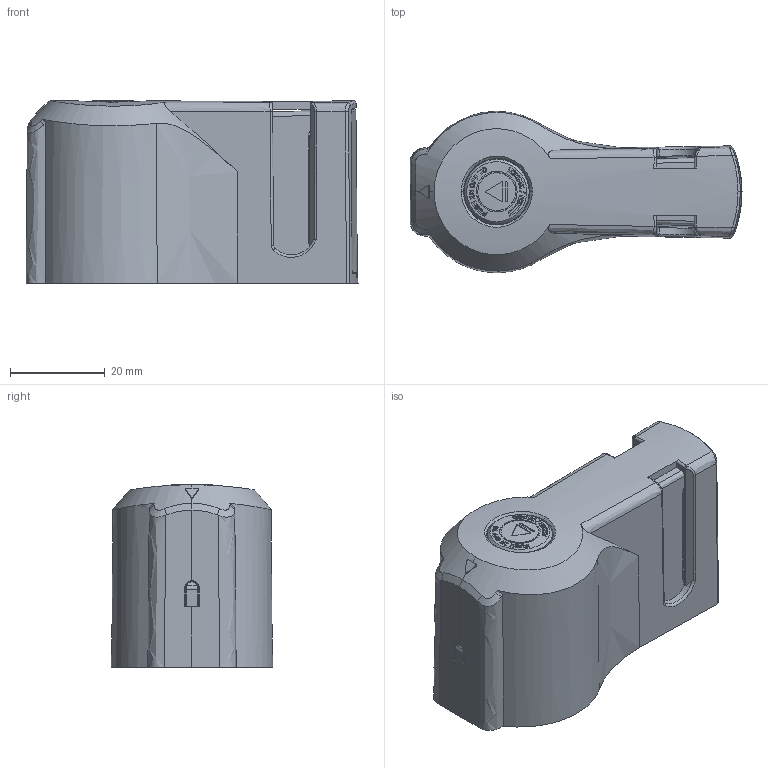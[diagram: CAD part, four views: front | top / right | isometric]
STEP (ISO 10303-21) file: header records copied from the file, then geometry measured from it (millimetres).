
FILE_DESCRIPTION(/* description */ (''),/* implementation_level */ '2;1');
FILE_NAME(/* name */ '3d_GEFX61DB.stp',/* time_stamp */ '2024-10-04T16:11:20+02:00',/* author */ (''),/* organization */ (''),/* preprocessor_version */ 'ST-DEVELOPER v16.7',/* originating_system */ 'SIEMENS PLM Software NX 12.0',/* authorisation */ '');
FILE_SCHEMA (('AUTOMOTIVE_DESIGN { 1 0 10303 214 3 1 1 1 }'));
Products named in the file (1): RuggC16432B6tky0
Bounding box: 70.17 x 34.13 x 38.65 mm (x, y, z)
Surface area: 25804.9 mm2 (no closed solid volume)
Topology: 0 solids, 6 shells, 1001 faces, 3415 edges, 2317 vertices
Faces by surface type: bspline 434, plane 323, cylinder 110, cone 77, sphere 34, torus 23
Full cylindrical faces by diameter (mm): 8 x1, 8.6 x1
Entity records: 53654 total; most frequent: CARTESIAN_POINT 32725, ORIENTED_EDGE 5920, EDGE_CURVE 3391, B_SPLINE_CURVE_WITH_KNOTS 3391, VERTEX_POINT 2311, DIRECTION 1138, EDGE_LOOP 1054, ADVANCED_FACE 1001
